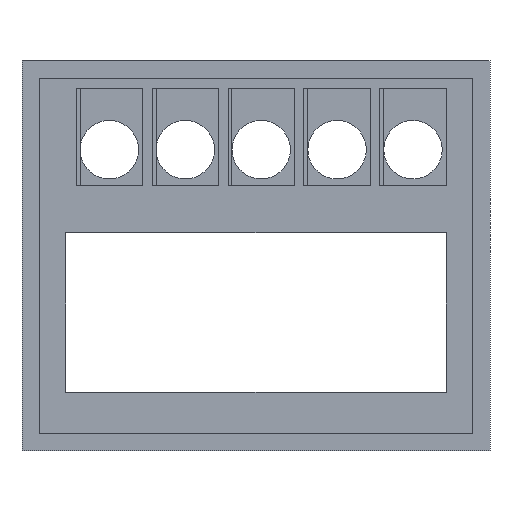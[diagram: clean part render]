
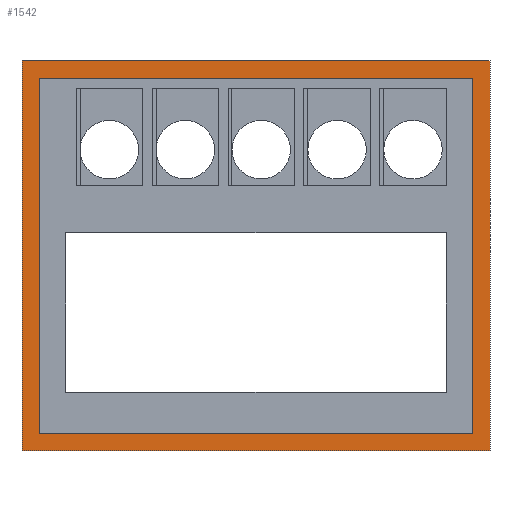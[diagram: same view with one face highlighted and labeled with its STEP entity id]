
A CAD part, front view. The second image highlights one B-rep face of the part: STEP entity #1542.
In plain terms, the highlighted planar face has unit normal (0, -1, 0).
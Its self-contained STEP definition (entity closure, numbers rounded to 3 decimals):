
#117 = CARTESIAN_POINT ( 'NONE',  ( 60.311, 7., 47.948 ) ) ;
#152 = VECTOR ( 'NONE', #1038, 1000. ) ;
#157 = VERTEX_POINT ( 'NONE', #357 ) ;
#175 = CARTESIAN_POINT ( 'NONE',  ( -55.289, 7., -47.652 ) ) ;
#208 = LINE ( 'NONE', #1987, #1332 ) ;
#212 = CARTESIAN_POINT ( 'NONE',  ( 55.911, 7., 43.548 ) ) ;
#223 = EDGE_CURVE ( 'NONE', #774, #1490, #1720, .T. ) ;
#230 = VECTOR ( 'NONE', #1717, 1000. ) ;
#278 = ORIENTED_EDGE ( 'NONE', *, *, #879, .T. ) ;
#280 = VERTEX_POINT ( 'NONE', #1063 ) ;
#317 = EDGE_CURVE ( 'NONE', #704, #1307, #1423, .T. ) ;
#354 = CARTESIAN_POINT ( 'NONE',  ( -59.689, 7., -52.052 ) ) ;
#357 = CARTESIAN_POINT ( 'NONE',  ( -59.689, 7., 47.948 ) ) ;
#416 = CARTESIAN_POINT ( 'NONE',  ( 60.311, 7., 47.948 ) ) ;
#417 = VECTOR ( 'NONE', #690, 1000. ) ;
#442 = LINE ( 'NONE', #1959, #989 ) ;
#482 = VERTEX_POINT ( 'NONE', #1825 ) ;
#584 = CARTESIAN_POINT ( 'NONE',  ( -59.689, 7., -52.052 ) ) ;
#653 = ORIENTED_EDGE ( 'NONE', *, *, #1095, .T. ) ;
#683 = CARTESIAN_POINT ( 'NONE',  ( 60.311, 7., -52.052 ) ) ;
#690 = DIRECTION ( 'NONE',  ( 1., 0., 0. ) ) ;
#691 = ORIENTED_EDGE ( 'NONE', *, *, #1049, .F. ) ;
#704 = VERTEX_POINT ( 'NONE', #175 ) ;
#736 = ORIENTED_EDGE ( 'NONE', *, *, #870, .F. ) ;
#774 = VERTEX_POINT ( 'NONE', #1818 ) ;
#870 = EDGE_CURVE ( 'NONE', #280, #704, #442, .T. ) ;
#879 = EDGE_CURVE ( 'NONE', #1490, #157, #965, .T. ) ;
#939 = FACE_OUTER_BOUND ( 'NONE', #1160, .T. ) ;
#940 = DIRECTION ( 'NONE',  ( -1., 0., 0. ) ) ;
#965 = LINE ( 'NONE', #117, #1204 ) ;
#989 = VECTOR ( 'NONE', #1457, 1000. ) ;
#1032 = EDGE_CURVE ( 'NONE', #1428, #774, #1476, .T. ) ;
#1038 = DIRECTION ( 'NONE',  ( 0., 0., 1. ) ) ;
#1049 = EDGE_CURVE ( 'NONE', #1307, #482, #1504, .T. ) ;
#1063 = CARTESIAN_POINT ( 'NONE',  ( -55.289, 7., 43.548 ) ) ;
#1095 = EDGE_CURVE ( 'NONE', #157, #1428, #1556, .T. ) ;
#1115 = ORIENTED_EDGE ( 'NONE', *, *, #317, .F. ) ;
#1160 = EDGE_LOOP ( 'NONE', ( #1586, #278, #653, #1988 ) ) ;
#1164 = CARTESIAN_POINT ( 'NONE',  ( 55.911, 7., -47.652 ) ) ;
#1204 = VECTOR ( 'NONE', #940, 1000. ) ;
#1244 = CARTESIAN_POINT ( 'NONE',  ( -55.289, 7., -47.652 ) ) ;
#1272 = DIRECTION ( 'NONE',  ( 0., 0., -1. ) ) ;
#1307 = VERTEX_POINT ( 'NONE', #1164 ) ;
#1332 = VECTOR ( 'NONE', #1990, 1000. ) ;
#1347 = EDGE_CURVE ( 'NONE', #482, #280, #208, .T. ) ;
#1351 = EDGE_LOOP ( 'NONE', ( #1599, #691, #1115, #736 ) ) ;
#1400 = FACE_BOUND ( 'NONE', #1351, .T. ) ;
#1423 = LINE ( 'NONE', #1244, #230 ) ;
#1428 = VERTEX_POINT ( 'NONE', #584 ) ;
#1451 = PLANE ( 'NONE',  #1480 ) ;
#1457 = DIRECTION ( 'NONE',  ( 0., 0., -1. ) ) ;
#1460 = CARTESIAN_POINT ( 'NONE',  ( 0., 7., 0. ) ) ;
#1476 = LINE ( 'NONE', #683, #417 ) ;
#1480 = AXIS2_PLACEMENT_3D ( 'NONE', #1460, #2106, #1272 ) ;
#1490 = VERTEX_POINT ( 'NONE', #416 ) ;
#1504 = LINE ( 'NONE', #212, #1932 ) ;
#1537 = DIRECTION ( 'NONE',  ( 0., 0., 1. ) ) ;
#1542 = ADVANCED_FACE ( 'NONE', ( #1400, #939 ), #1451, .T. ) ;
#1547 = CARTESIAN_POINT ( 'NONE',  ( 60.311, 7., -52.052 ) ) ;
#1556 = LINE ( 'NONE', #354, #2122 ) ;
#1586 = ORIENTED_EDGE ( 'NONE', *, *, #223, .T. ) ;
#1599 = ORIENTED_EDGE ( 'NONE', *, *, #1347, .F. ) ;
#1717 = DIRECTION ( 'NONE',  ( 1., 0., 0. ) ) ;
#1720 = LINE ( 'NONE', #1547, #152 ) ;
#1818 = CARTESIAN_POINT ( 'NONE',  ( 60.311, 7., -52.052 ) ) ;
#1825 = CARTESIAN_POINT ( 'NONE',  ( 55.911, 7., 43.548 ) ) ;
#1932 = VECTOR ( 'NONE', #1537, 1000. ) ;
#1959 = CARTESIAN_POINT ( 'NONE',  ( -55.289, 7., 43.548 ) ) ;
#1987 = CARTESIAN_POINT ( 'NONE',  ( -55.289, 7., 43.548 ) ) ;
#1988 = ORIENTED_EDGE ( 'NONE', *, *, #1032, .T. ) ;
#1990 = DIRECTION ( 'NONE',  ( -1., 0., 0. ) ) ;
#2015 = DIRECTION ( 'NONE',  ( 0., 0., -1. ) ) ;
#2106 = DIRECTION ( 'NONE',  ( 0., -1., 0. ) ) ;
#2122 = VECTOR ( 'NONE', #2015, 1000. ) ;
